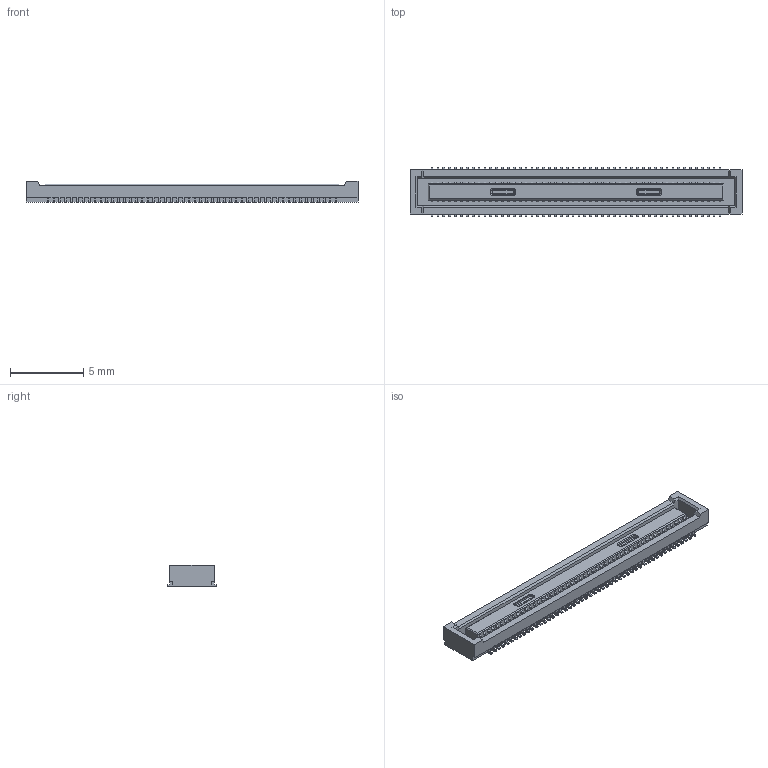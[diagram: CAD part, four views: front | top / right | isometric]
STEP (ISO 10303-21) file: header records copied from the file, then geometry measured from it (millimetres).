
FILE_DESCRIPTION((''),'2;1');
FILE_NAME('10164227-1001A1RLF','2022-09-07T09:20:53',('Baoyy'),('AFCI'),'CREO PARAMETRIC BY PTC INC, 2021184','CREO PARAMETRIC BY PTC INC, 2021184','');
FILE_SCHEMA(('AUTOMOTIVE_DESIGN { 1 0 10303 214 1 1 1 1 }'));
Length unit declared in the file: millimetre
Products named in the file (1): 10164227-1001A1RLF
Bounding box: 22.6 x 3.38 x 1.45 mm (x, y, z)
Surface area: 304.6 mm2 (no closed solid volume)
Topology: 0 solids, 1 shells, 1765 faces, 4956 edges, 3296 vertices
Faces by surface type: plane 1053, cylinder 704, cone 8
Entity records: 57806 total; most frequent: CARTESIAN_POINT 10154, DIRECTION 10011, ORIENTED_EDGE 9912, EDGE_CURVE 4956, VECTOR 3524, LINE 3524, VERTEX_POINT 3296, AXIS2_PLACEMENT_3D 3242
